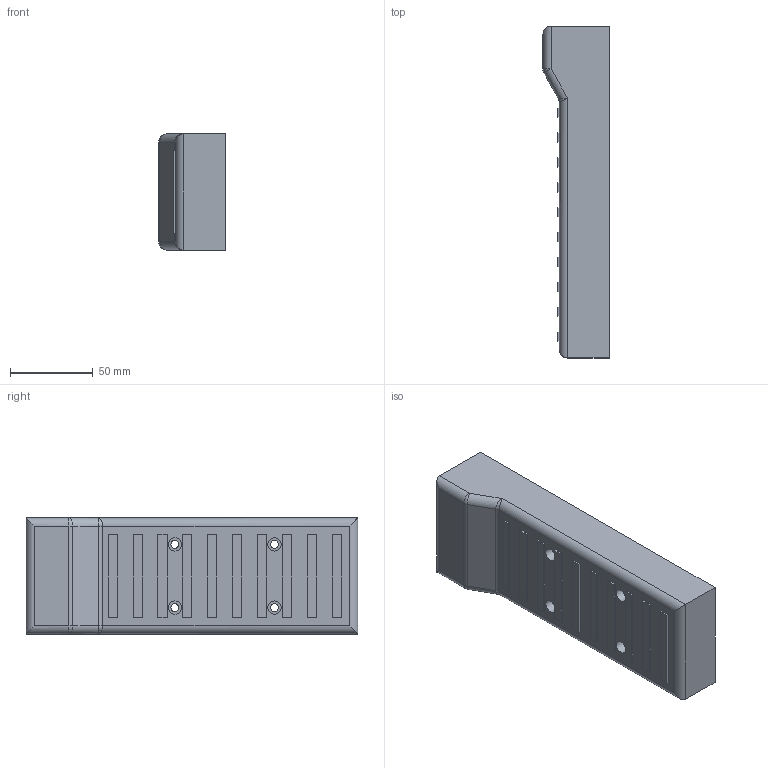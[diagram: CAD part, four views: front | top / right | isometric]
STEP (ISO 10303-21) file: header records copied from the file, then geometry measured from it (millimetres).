
FILE_DESCRIPTION(/* description */ (''),/* implementation_level */ '2;1');
FILE_NAME(/* name */ 'Coil Gun Stock_.step',/* time_stamp */ '2024-04-02T23:09:39-05:00',/* author */ (''),/* organization */ (''),/* preprocessor_version */ 'ST-DEVELOPER v20',/* originating_system */ 'Autodesk Translation Framework v12.20.1.177',/* authorisation */ '');
FILE_SCHEMA (('AUTOMOTIVE_DESIGN { 1 0 10303 214 3 1 1 }'));
Length unit declared in the file: inch
Products named in the file (1): Coil Gun Stock
Bounding box: 40 x 200 x 70 mm (x, y, z)
Volume: 371004.5 mm3; surface area: 53630.2 mm2
Topology: 1 solids, 1 shells, 109 faces, 244 edges, 156 vertices
Faces by surface type: plane 81, cylinder 24, bspline 2, sphere 2
Full cylindrical faces by diameter (mm): 4.5 x6, 4.801 x4, 8.001 x4
Entity records: 3063 total; most frequent: CARTESIAN_POINT 554, DIRECTION 502, ORIENTED_EDGE 484, EDGE_CURVE 242, LINE 198, VECTOR 198, VERTEX_POINT 156, AXIS2_PLACEMENT_3D 152
